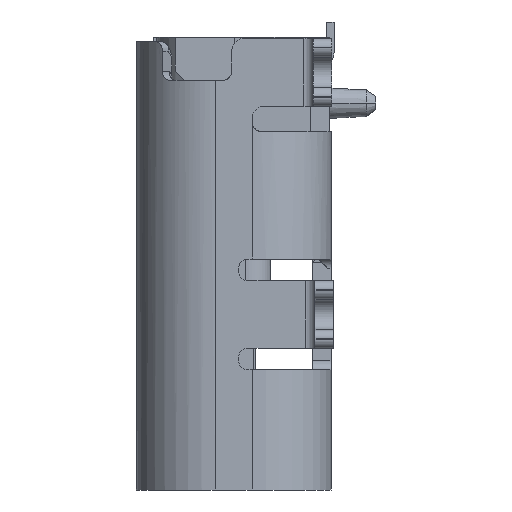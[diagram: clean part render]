
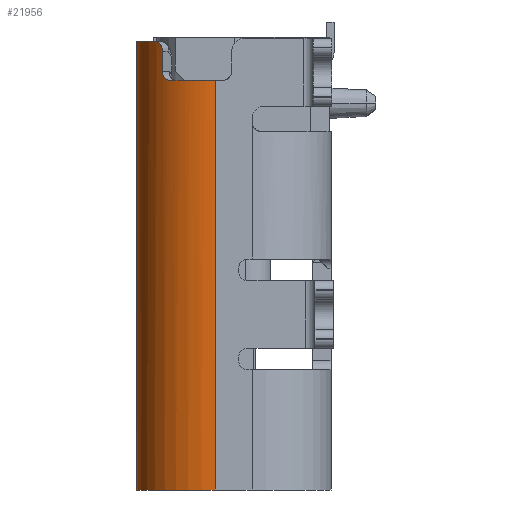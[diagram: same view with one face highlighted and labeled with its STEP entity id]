
A CAD part, left-side view. The second image highlights one B-rep face of the part: STEP entity #21956.
In plain terms, the highlighted cylindrical face has radius 1.28 mm (diameter 2.56 mm), a partial arc.
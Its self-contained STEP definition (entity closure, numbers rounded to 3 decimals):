
#3181=CARTESIAN_POINT('',(-3.19,0.3,
-3.633));
#3182=DIRECTION('',(0.,0.,-1.));
#3183=DIRECTION('',(-0.657,0.754,0.));
#3184=AXIS2_PLACEMENT_3D('',#3181,#3182,#3183);
#3277=CARTESIAN_POINT('',(-3.19,0.3,
-10.908));
#3278=DIRECTION('',(0.,0.,1.));
#3279=DIRECTION('',(0.,1.,0.));
#3280=AXIS2_PLACEMENT_3D('',#3277,#3278,#3279);
#5764=CARTESIAN_POINT('',(-3.19,0.3,
-4.258));
#5765=DIRECTION('',(0.,0.,-1.));
#5766=DIRECTION('',(-0.922,0.387,0.));
#5767=AXIS2_PLACEMENT_3D('',#5764,#5765,#5766);
#6885=DIRECTION('',(0.,0.,-1.));
#6886=VECTOR('',#6885,6.65);
#6887=CARTESIAN_POINT('',(-4.47,0.3,
-4.258));
#6888=LINE('',#6887,#6886);
#6889=DIRECTION('',(0.,0.,1.));
#6890=VECTOR('',#6889,7.275);
#6891=CARTESIAN_POINT('',(-3.19,1.58,
-10.908));
#6892=LINE('',#6891,#6890);
#6893=CARTESIAN_POINT('',(-4.031,1.265,
-3.633));
#6894=CARTESIAN_POINT('',(-4.045,1.253,
-3.633));
#6895=CARTESIAN_POINT('',(-4.07,1.23,
-3.638));
#6896=CARTESIAN_POINT('',(-4.101,1.2,
-3.66));
#6897=CARTESIAN_POINT('',(-4.125,1.174,
-3.694));
#6898=CARTESIAN_POINT('',(-4.139,1.159,
-3.737));
#6899=CARTESIAN_POINT('',(-4.143,1.155,
-3.767));
#6900=CARTESIAN_POINT('',(-4.143,1.155,
-3.783));
#6902=DIRECTION('',(0.,0.,-1.));
#6903=VECTOR('',#6902,0.325);
#6904=CARTESIAN_POINT('',(-4.143,1.155,
-3.783));
#6905=LINE('',#6904,#6903);
#6906=CARTESIAN_POINT('',(-4.143,1.155,
-4.108));
#6907=CARTESIAN_POINT('',(-4.143,1.155,
-4.123));
#6908=CARTESIAN_POINT('',(-4.146,1.151,
-4.153));
#6909=CARTESIAN_POINT('',(-4.16,1.135,
-4.197));
#6910=CARTESIAN_POINT('',(-4.182,1.109,
-4.23));
#6911=CARTESIAN_POINT('',(-4.209,1.075,
-4.253));
#6912=CARTESIAN_POINT('',(-4.228,1.049,
-4.258));
#6913=CARTESIAN_POINT('',(-4.237,1.036,
-4.258));
#6915=CARTESIAN_POINT('',(-3.19,0.3,
-4.258));
#6916=DIRECTION('',(0.,0.,-1.));
#6917=DIRECTION('',(-0.98,0.197,0.));
#6918=AXIS2_PLACEMENT_3D('',#6915,#6916,#6917);
#6928=CARTESIAN_POINT('',(-3.19,0.3,
-4.258));
#6929=DIRECTION('',(0.,0.,-1.));
#6930=DIRECTION('',(-1.,0.,0.));
#6931=AXIS2_PLACEMENT_3D('',#6928,#6929,#6930);
#11798=CARTESIAN_POINT('',(-3.19,1.58,
-10.908));
#11799=VERTEX_POINT('',#11798);
#11800=CARTESIAN_POINT('',(-4.47,0.3,
-10.908));
#11801=VERTEX_POINT('',#11800);
#11858=CARTESIAN_POINT('',(-3.19,1.58,
-3.633));
#11859=VERTEX_POINT('',#11858);
#12060=CARTESIAN_POINT('',(-4.031,1.265,
-3.633));
#12061=VERTEX_POINT('',#12060);
#12063=CARTESIAN_POINT('',(-4.143,1.155,
-3.783));
#12064=VERTEX_POINT('',#12063);
#12178=CARTESIAN_POINT('',(-4.47,0.3,
-4.258));
#12179=VERTEX_POINT('',#12178);
#12354=CARTESIAN_POINT('',(-4.445,0.552,
-4.258));
#12355=VERTEX_POINT('',#12354);
#12369=CARTESIAN_POINT('',(-4.37,0.795,
-4.258));
#12370=VERTEX_POINT('',#12369);
#12409=CARTESIAN_POINT('',(-4.237,1.036,
-4.258));
#12410=VERTEX_POINT('',#12409);
#12413=CARTESIAN_POINT('',(-4.143,1.155,
-4.108));
#12414=VERTEX_POINT('',#12413);
#21935=CARTESIAN_POINT('',(-3.19,0.3,
-7.269));
#21936=DIRECTION('',(0.,0.,-1.));
#21937=DIRECTION('',(-0.999,-0.051,0.));
#21938=AXIS2_PLACEMENT_3D('',#21935,#21936,#21937);
#21939=CYLINDRICAL_SURFACE('',#21938,1.28);
#21941=ORIENTED_EDGE('',*,*,#21940,.F.);
#21943=ORIENTED_EDGE('',*,*,#21942,.F.);
#21944=ORIENTED_EDGE('',*,*,#21901,.T.);
#21945=ORIENTED_EDGE('',*,*,#17365,.F.);
#21946=ORIENTED_EDGE('',*,*,#17447,.T.);
#21947=ORIENTED_EDGE('',*,*,#17219,.F.);
#21948=ORIENTED_EDGE('',*,*,#17241,.T.);
#21950=ORIENTED_EDGE('',*,*,#21949,.T.);
#21952=ORIENTED_EDGE('',*,*,#21951,.T.);
#21953=ORIENTED_EDGE('',*,*,#20555,.F.);
#21954=EDGE_LOOP('',(#21941,#21943,#21944,#21945,#21946,#21947,#21948,#21950,
#21952,#21953));
#21955=FACE_OUTER_BOUND('',#21954,.F.);
#3185=CIRCLE('',#3184,1.28);
#3281=CIRCLE('',#3280,1.28);
#5768=CIRCLE('',#5767,1.28);
#6901=B_SPLINE_CURVE_WITH_KNOTS('',3,(#6893,#6894,#6895,#6896,#6897,#6898,#6899,
#6900),.UNSPECIFIED.,.F.,.F.,(4,1,1,1,1,4),(0.,0.2,0.4,0.6,0.8,1.),
.UNSPECIFIED.);
#6914=B_SPLINE_CURVE_WITH_KNOTS('',3,(#6906,#6907,#6908,#6909,#6910,#6911,#6912,
#6913),.UNSPECIFIED.,.F.,.F.,(4,1,1,1,1,4),(0.,0.2,0.4,0.6,0.8,1.),
.UNSPECIFIED.);
#6919=CIRCLE('',#6918,1.28);
#6932=CIRCLE('',#6931,1.28);
#17219=EDGE_CURVE('',#12061,#11859,#3185,.T.);
#17241=EDGE_CURVE('',#12061,#12064,#6901,.T.);
#17365=EDGE_CURVE('',#11799,#11801,#3281,.T.);
#17447=EDGE_CURVE('',#11799,#11859,#6892,.T.);
#20555=EDGE_CURVE('',#12370,#12410,#5768,.T.);
#21901=EDGE_CURVE('',#12179,#11801,#6888,.T.);
#21940=EDGE_CURVE('',#12355,#12370,#6919,.T.);
#21942=EDGE_CURVE('',#12179,#12355,#6932,.T.);
#21949=EDGE_CURVE('',#12064,#12414,#6905,.T.);
#21951=EDGE_CURVE('',#12414,#12410,#6914,.T.);
#21956=ADVANCED_FACE('',(#21955),#21939,.T.);
